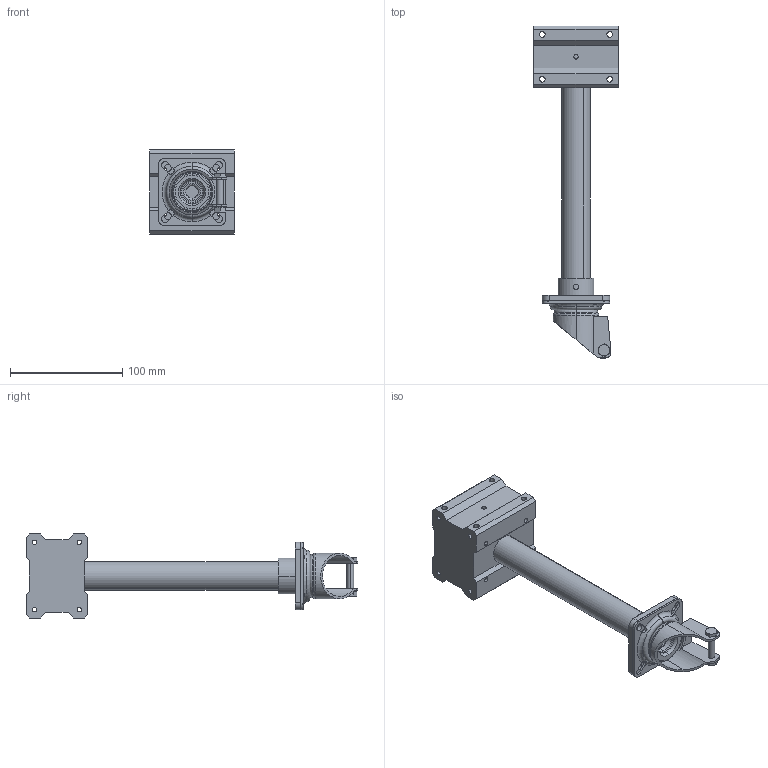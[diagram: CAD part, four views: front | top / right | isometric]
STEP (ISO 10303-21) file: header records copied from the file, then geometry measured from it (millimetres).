
FILE_DESCRIPTION (( 'STEP AP214' ), '1' );
FILE_NAME ('caster_wheel_assem.STEP', '2025-05-02T10:39:34', ( '' ), ( '' ), 'SwSTEP 2.0', 'SolidWorks 2024', '' );
FILE_SCHEMA (( 'AUTOMOTIVE_DESIGN' ));
Length unit declared in the file: millimetre
Products named in the file (5): boom_interface; aluminium_support_pole; caster_wheel_assem; caster_wheel_plate; tente agila 50 swivel body
Assembly tree (4 placements, depth 2):
  caster_wheel_assem
    tente agila 50 swivel body
    caster_wheel_plate
    aluminium_support_pole
    boom_interface
Bounding box: 75 x 295.85 x 75 mm (x, y, z)
Volume: 313898.4 mm3; surface area: 104065.8 mm2
Topology: 4 solids, 4 shells, 275 faces, 726 edges, 462 vertices
Faces by surface type: cylinder 113, plane 99, torus 37, cone 26
Entity records: 10164 total; most frequent: CARTESIAN_POINT 3020, DIRECTION 1488, ORIENTED_EDGE 1452, EDGE_CURVE 726, AXIS2_PLACEMENT_3D 584, VERTEX_POINT 462, EDGE_LOOP 348, VECTOR 320
